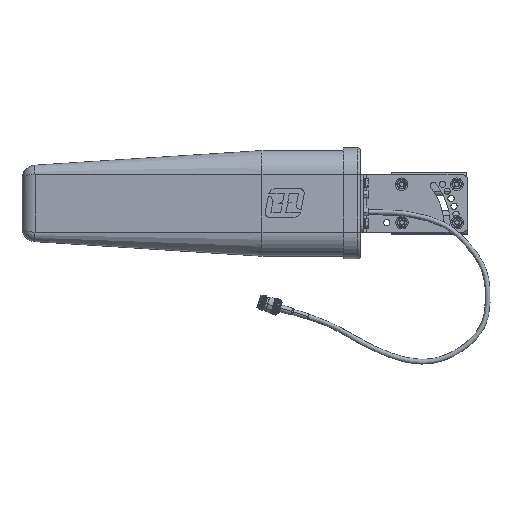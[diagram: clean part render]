
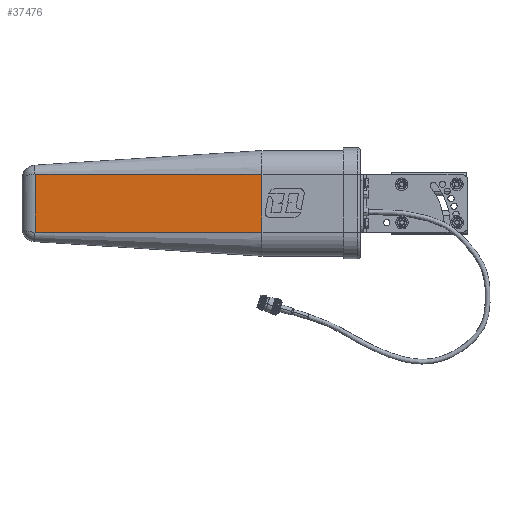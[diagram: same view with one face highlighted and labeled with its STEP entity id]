
A CAD part, top view. The second image highlights one B-rep face of the part: STEP entity #37476.
In plain terms, the highlighted face is planar.
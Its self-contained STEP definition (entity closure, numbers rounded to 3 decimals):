
#2842 = B_SPLINE_CURVE_WITH_KNOTS ( 'NONE', 3,
 ( #21506, #35798, #31149, #56138 ),
 .UNSPECIFIED., .F., .F.,
 ( 4, 4 ),
 ( 0., 1. ),
 .UNSPECIFIED. ) ;
#4099 = PLANE ( 'NONE',  #13013 ) ;
#4790 = ORIENTED_EDGE ( 'NONE', *, *, #30213, .T. ) ;
#7831 = DIRECTION ( 'NONE',  ( 0.064, 0., -0.998 ) ) ;
#8377 = EDGE_LOOP ( 'NONE', ( #40749, #26549, #29177, #4790 ) ) ;
#9037 = CARTESIAN_POINT ( 'NONE',  ( 3151.445, 1804.301, 178.809 ) ) ;
#9451 = VECTOR ( 'NONE', #31688, 1000. ) ;
#9697 = CARTESIAN_POINT ( 'NONE',  ( 3156.489, 1804.301, 100. ) ) ;
#11098 = LINE ( 'NONE', #31373, #9451 ) ;
#13013 = AXIS2_PLACEMENT_3D ( 'NONE', #33113, #53474, #7831 ) ;
#14613 = VERTEX_POINT ( 'NONE', #50036 ) ;
#15461 = B_SPLINE_CURVE_WITH_KNOTS ( 'NONE', 3,
 ( #39949, #34978, #9037, #9697 ),
 .UNSPECIFIED., .F., .F.,
 ( 4, 4 ),
 ( 0., 1. ),
 .UNSPECIFIED. ) ;
#16779 = CARTESIAN_POINT ( 'NONE',  ( 3156.489, 1744.301, 100. ) ) ;
#19922 = EDGE_CURVE ( 'NONE', #53301, #14613, #15461, .T. ) ;
#20835 = LINE ( 'NONE', #51456, #24243 ) ;
#21506 = CARTESIAN_POINT ( 'NONE',  ( 3156.489, 1744.301, 100. ) ) ;
#24243 = VECTOR ( 'NONE', #61076, 1000. ) ;
#26549 = ORIENTED_EDGE ( 'NONE', *, *, #64312, .T. ) ;
#29177 = ORIENTED_EDGE ( 'NONE', *, *, #54297, .F. ) ;
#30213 = EDGE_CURVE ( 'NONE', #32528, #14613, #20835, .T. ) ;
#31149 = CARTESIAN_POINT ( 'NONE',  ( 3146.401, 1744.301, 257.617 ) ) ;
#31373 = CARTESIAN_POINT ( 'NONE',  ( 3141.358, 1804.301, 336.426 ) ) ;
#31688 = DIRECTION ( 'NONE',  ( 0., -1., 0. ) ) ;
#32528 = VERTEX_POINT ( 'NONE', #16779 ) ;
#33113 = CARTESIAN_POINT ( 'NONE',  ( 3156.489, 1804.301, 100. ) ) ;
#34978 = CARTESIAN_POINT ( 'NONE',  ( 3146.401, 1804.301, 257.617 ) ) ;
#35798 = CARTESIAN_POINT ( 'NONE',  ( 3151.445, 1744.301, 178.809 ) ) ;
#37476 = ADVANCED_FACE ( 'NONE', ( #54786 ), #4099, .T. ) ;
#39949 = CARTESIAN_POINT ( 'NONE',  ( 3141.358, 1804.301, 336.426 ) ) ;
#40749 = ORIENTED_EDGE ( 'NONE', *, *, #19922, .F. ) ;
#47527 = CARTESIAN_POINT ( 'NONE',  ( 3141.358, 1744.301, 336.426 ) ) ;
#48111 = CARTESIAN_POINT ( 'NONE',  ( 3141.358, 1804.301, 336.426 ) ) ;
#50036 = CARTESIAN_POINT ( 'NONE',  ( 3156.489, 1804.301, 100. ) ) ;
#51456 = CARTESIAN_POINT ( 'NONE',  ( 3156.489, 1804.301, 100. ) ) ;
#53301 = VERTEX_POINT ( 'NONE', #48111 ) ;
#53474 = DIRECTION ( 'NONE',  ( 0.998, 0., 0.064 ) ) ;
#54297 = EDGE_CURVE ( 'NONE', #32528, #55596, #2842, .T. ) ;
#54786 = FACE_OUTER_BOUND ( 'NONE', #8377, .T. ) ;
#55596 = VERTEX_POINT ( 'NONE', #47527 ) ;
#56138 = CARTESIAN_POINT ( 'NONE',  ( 3141.358, 1744.301, 336.426 ) ) ;
#61076 = DIRECTION ( 'NONE',  ( 0., 1., 0. ) ) ;
#64312 = EDGE_CURVE ( 'NONE', #53301, #55596, #11098, .T. ) ;
